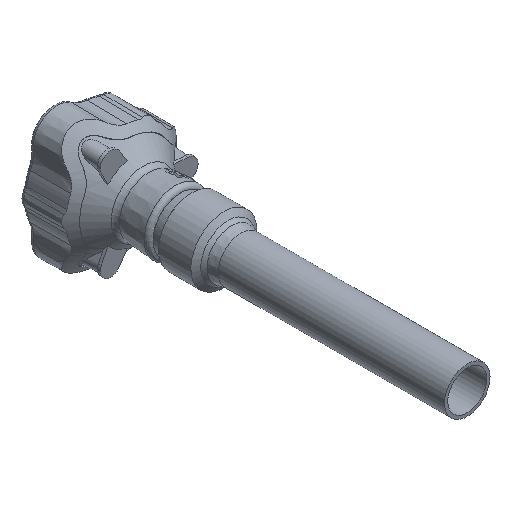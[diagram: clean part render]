
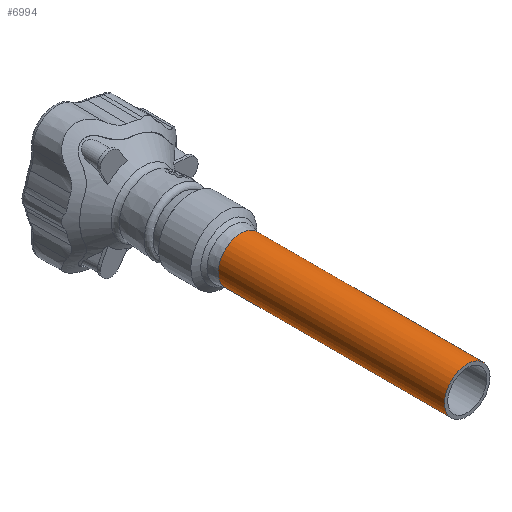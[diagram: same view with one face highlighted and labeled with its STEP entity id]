
A CAD part, isometric view. The second image highlights one B-rep face of the part: STEP entity #6994.
In plain terms, the highlighted cylindrical face has radius 31.5 mm (diameter 63 mm), a full revolution.
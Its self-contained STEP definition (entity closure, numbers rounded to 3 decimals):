
#1193 = EDGE_LOOP ( 'NONE', ( #4656 ) ) ;
#1272 = EDGE_LOOP ( 'NONE', ( #4663 ) ) ;
#3161 = DIRECTION ( 'NONE',  ( -0.031, 0., 1. ) ) ;
#3165 = DIRECTION ( 'NONE',  ( 0., 1., 0. ) ) ;
#3168 = CARTESIAN_POINT ( 'NONE',  ( 163.457, 198.819, -34.827 ) ) ;
#4604 = CARTESIAN_POINT ( 'NONE',  ( 162.469, 72.019, -3.342 ) ) ;
#4612 = CARTESIAN_POINT ( 'NONE',  ( 162.469, -241.631, -3.342 ) ) ;
#4656 = ORIENTED_EDGE ( 'NONE', *, *, #9285, .T. ) ;
#4663 = ORIENTED_EDGE ( 'NONE', *, *, #5852, .F. ) ;
#5473 = CIRCLE ( 'NONE', #6295, 31.5 ) ;
#5852 = EDGE_CURVE ( 'NONE', #7951, #7951, #5473, .T. ) ;
#6295 = AXIS2_PLACEMENT_3D ( 'NONE', #10002, #10003, #10004 ) ;
#6356 = CARTESIAN_POINT ( 'NONE',  ( 163.457, -241.631, -34.827 ) ) ;
#6357 = DIRECTION ( 'NONE',  ( 0., 1., 0. ) ) ;
#6358 = DIRECTION ( 'NONE',  ( -0.031, 0., 1. ) ) ;
#6994 = ADVANCED_FACE ( 'NONE', ( #7579, #7587 ), #7589, .T. ) ;
#7579 = FACE_OUTER_BOUND ( 'NONE', #1272, .T. ) ;
#7587 = FACE_OUTER_BOUND ( 'NONE', #1193, .T. ) ;
#7589 = CYLINDRICAL_SURFACE ( 'NONE', #8218, 31.5 ) ;
#7831 = CIRCLE ( 'NONE', #8275, 31.5 ) ;
#7951 = VERTEX_POINT ( 'NONE', #4604 ) ;
#7959 = VERTEX_POINT ( 'NONE', #4612 ) ;
#8218 = AXIS2_PLACEMENT_3D ( 'NONE', #3168, #3165, #3161 ) ;
#8275 = AXIS2_PLACEMENT_3D ( 'NONE', #6356, #6357, #6358 ) ;
#9285 = EDGE_CURVE ( 'NONE', #7959, #7959, #7831, .T. ) ;
#10002 = CARTESIAN_POINT ( 'NONE',  ( 163.457, 72.019, -34.827 ) ) ;
#10003 = DIRECTION ( 'NONE',  ( 0., 1., 0. ) ) ;
#10004 = DIRECTION ( 'NONE',  ( -0.031, 0., 1. ) ) ;
